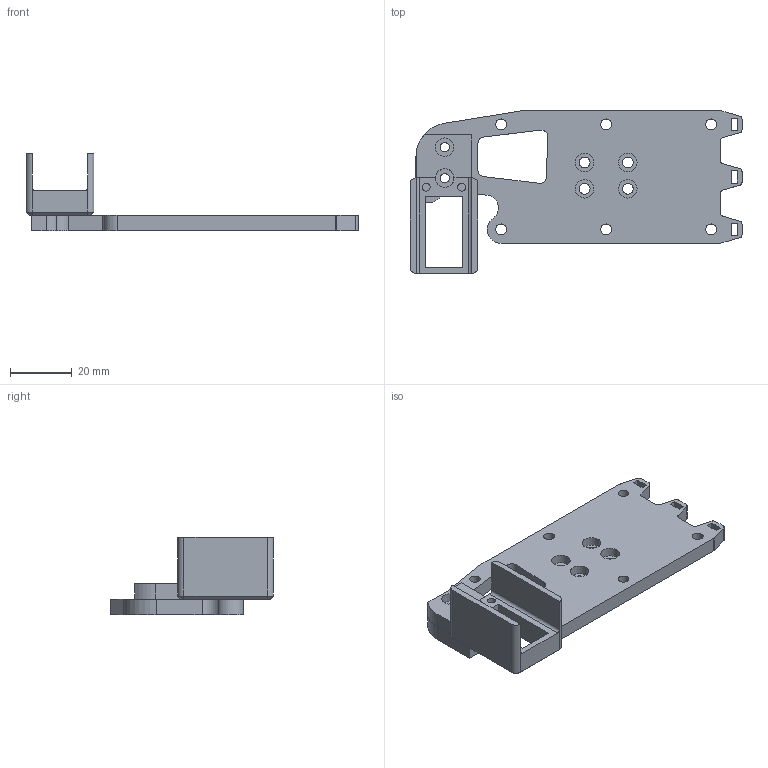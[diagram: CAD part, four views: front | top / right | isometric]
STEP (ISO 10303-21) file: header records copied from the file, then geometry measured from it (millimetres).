
FILE_DESCRIPTION(/* description */ (''),/* implementation_level */ '2;1');
FILE_NAME(/* name */ 'Switchwire_Hemera_Mount.step',/* time_stamp */ '2021-04-30T00:41:16-04:00',/* author */ (''),/* organization */ (''),/* preprocessor_version */ 'ST-DEVELOPER v18.1',/* originating_system */ 'Autodesk Translation Framework v9.10.0.1330',/* authorisation */ '');
FILE_SCHEMA (('AUTOMOTIVE_DESIGN { 1 0 10303 214 3 1 1 }'));
Length unit declared in the file: millimetre
Products named in the file (2): Hemera_3mm_alu; Adapter_Hemera_bltouch v3
Assembly tree (1 placements, depth 2):
  Hemera_3mm_alu
    Adapter_Hemera_bltouch v3
Bounding box: 107.51 x 52.78 x 25 mm (x, y, z)
Volume: 22316.1 mm3; surface area: 14191.1 mm2
Topology: 2 solids, 2 shells, 118 faces, 315 edges, 206 vertices
Faces by surface type: plane 64, cylinder 50, cone 4
Full cylindrical faces by diameter (mm): 2.6 x2, 3 x2, 3.5 x10, 4.7 x2, 6 x6
Entity records: 3827 total; most frequent: DIRECTION 663, CARTESIAN_POINT 642, ORIENTED_EDGE 630, EDGE_CURVE 315, AXIS2_PLACEMENT_3D 227, LINE 209, VECTOR 209, VERTEX_POINT 206
